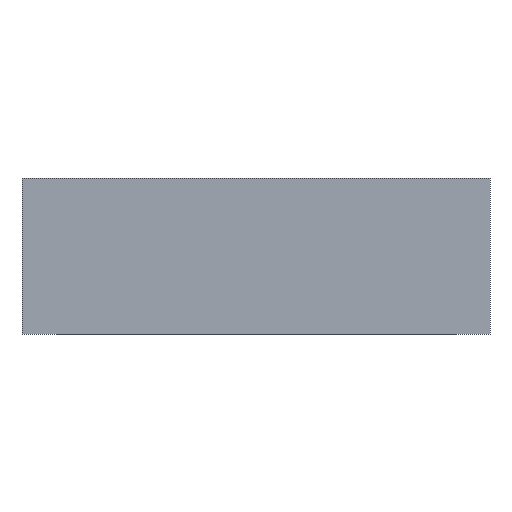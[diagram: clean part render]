
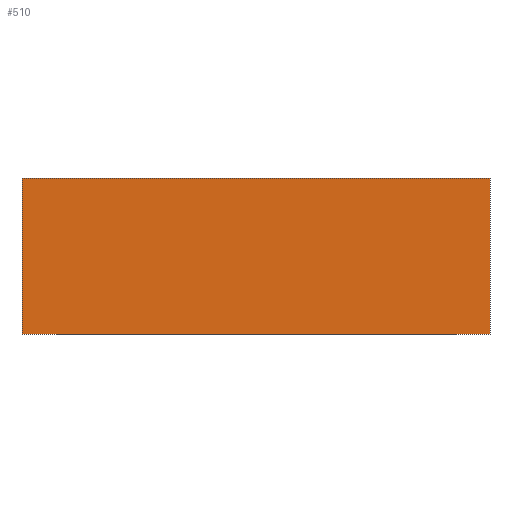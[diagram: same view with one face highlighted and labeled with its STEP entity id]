
A CAD part, front view. The second image highlights one B-rep face of the part: STEP entity #510.
In plain terms, the highlighted planar face has unit normal (0, -1, 0).
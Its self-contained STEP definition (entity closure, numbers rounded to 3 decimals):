
#19 = VERTEX_POINT ( 'NONE', #332 ) ;
#137 = ORIENTED_EDGE ( 'NONE', *, *, #870, .T. ) ;
#243 = ORIENTED_EDGE ( 'NONE', *, *, #691, .T. ) ;
#318 = VECTOR ( 'NONE', #1436, 1000. ) ;
#332 = CARTESIAN_POINT ( 'NONE',  ( -1., 0., 0. ) ) ;
#402 = FACE_OUTER_BOUND ( 'NONE', #821, .T. ) ;
#403 = DIRECTION ( 'NONE',  ( 1., 0., 0. ) ) ;
#405 = CARTESIAN_POINT ( 'NONE',  ( 26., 0., 3. ) ) ;
#510 = ADVANCED_FACE ( 'NONE', ( #402 ), #1584, .F. ) ;
#548 = DIRECTION ( 'NONE',  ( 1., 0., 0. ) ) ;
#643 = VECTOR ( 'NONE', #403, 1000. ) ;
#680 = VERTEX_POINT ( 'NONE', #763 ) ;
#691 = EDGE_CURVE ( 'NONE', #1437, #19, #1406, .T. ) ;
#740 = VERTEX_POINT ( 'NONE', #1524 ) ;
#756 = VECTOR ( 'NONE', #897, 1000. ) ;
#763 = CARTESIAN_POINT ( 'NONE',  ( 26., 0., 0. ) ) ;
#780 = DIRECTION ( 'NONE',  ( 0., 1., 0. ) ) ;
#821 = EDGE_LOOP ( 'NONE', ( #137, #1189, #1162, #243 ) ) ;
#870 = EDGE_CURVE ( 'NONE', #19, #680, #1309, .T. ) ;
#897 = DIRECTION ( 'NONE',  ( 0., 0., -1. ) ) ;
#946 = CARTESIAN_POINT ( 'NONE',  ( 0., 0., 1. ) ) ;
#1116 = EDGE_CURVE ( 'NONE', #740, #680, #1168, .T. ) ;
#1162 = ORIENTED_EDGE ( 'NONE', *, *, #1653, .F. ) ;
#1168 = LINE ( 'NONE', #405, #318 ) ;
#1189 = ORIENTED_EDGE ( 'NONE', *, *, #1116, .F. ) ;
#1204 = DIRECTION ( 'NONE',  ( 0., 0., 1. ) ) ;
#1286 = CARTESIAN_POINT ( 'NONE',  ( -1., 0., 3. ) ) ;
#1309 = LINE ( 'NONE', #1446, #1480 ) ;
#1361 = CARTESIAN_POINT ( 'NONE',  ( -1., 0., 9. ) ) ;
#1406 = LINE ( 'NONE', #1286, #756 ) ;
#1436 = DIRECTION ( 'NONE',  ( 0., 0., -1. ) ) ;
#1437 = VERTEX_POINT ( 'NONE', #1361 ) ;
#1446 = CARTESIAN_POINT ( 'NONE',  ( 0., 0., 0. ) ) ;
#1450 = CARTESIAN_POINT ( 'NONE',  ( 0., 0., 9. ) ) ;
#1471 = LINE ( 'NONE', #1450, #643 ) ;
#1480 = VECTOR ( 'NONE', #548, 1000. ) ;
#1524 = CARTESIAN_POINT ( 'NONE',  ( 26., 0., 9. ) ) ;
#1584 = PLANE ( 'NONE',  #1645 ) ;
#1645 = AXIS2_PLACEMENT_3D ( 'NONE', #946, #780, #1204 ) ;
#1653 = EDGE_CURVE ( 'NONE', #1437, #740, #1471, .T. ) ;
